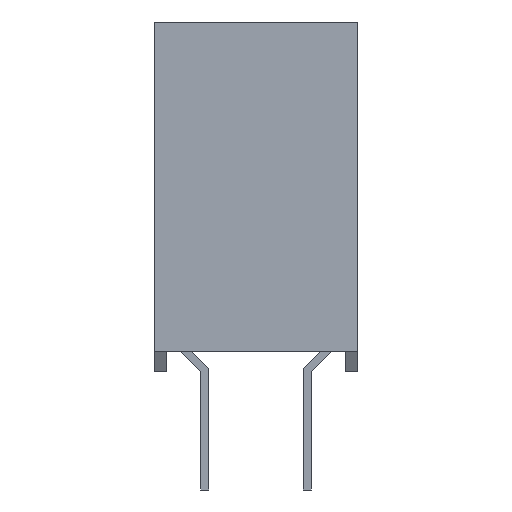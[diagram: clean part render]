
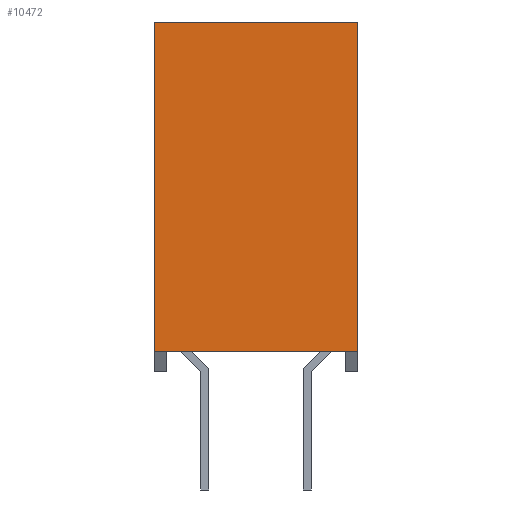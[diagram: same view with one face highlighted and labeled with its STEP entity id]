
A CAD part, left-side view. The second image highlights one B-rep face of the part: STEP entity #10472.
In plain terms, the highlighted planar face has unit normal (-1, 0, 0).
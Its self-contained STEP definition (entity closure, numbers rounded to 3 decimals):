
#226=FACE_OUTER_BOUND('',#854,.T.);
#854=EDGE_LOOP('',(#7021,#7022,#7023,#7024));
#1481=LINE('',#14371,#2969);
#1605=LINE('',#14619,#3093);
#1606=LINE('',#14621,#3094);
#1607=LINE('',#14622,#3095);
#2969=VECTOR('',#11685,5.029);
#3093=VECTOR('',#11811,8.128);
#3094=VECTOR('',#11812,5.029);
#3095=VECTOR('',#11813,8.128);
#4457=VERTEX_POINT('',#14369);
#4458=VERTEX_POINT('',#14370);
#4581=VERTEX_POINT('',#14618);
#4582=VERTEX_POINT('',#14620);
#5409=EDGE_CURVE('',#4457,#4458,#1481,.T.);
#5533=EDGE_CURVE('',#4457,#4581,#1605,.T.);
#5534=EDGE_CURVE('',#4581,#4582,#1606,.T.);
#5535=EDGE_CURVE('',#4458,#4582,#1607,.T.);
#7021=ORIENTED_EDGE('',*,*,#5409,.F.);
#7022=ORIENTED_EDGE('',*,*,#5533,.T.);
#7023=ORIENTED_EDGE('',*,*,#5534,.T.);
#7024=ORIENTED_EDGE('',*,*,#5535,.F.);
#9874=PLANE('',#11084);
#10472=ADVANCED_FACE('',(#226),#9874,.T.);
#11084=AXIS2_PLACEMENT_3D('',#14617,#11809,#11810);
#11685=DIRECTION('',(0.,-1.,0.));
#11809=DIRECTION('center_axis',(-1.,0.,0.));
#11810=DIRECTION('ref_axis',(0.,-1.,0.));
#11811=DIRECTION('',(0.,0.,-1.));
#11812=DIRECTION('',(0.,-1.,0.));
#11813=DIRECTION('',(0.,0.,-1.));
#14369=CARTESIAN_POINT('',(-19.05,2.515,8.128));
#14370=CARTESIAN_POINT('',(-19.05,-2.515,8.128));
#14371=CARTESIAN_POINT('',(-19.05,2.515,8.128));
#14617=CARTESIAN_POINT('Origin',(-19.05,2.515,8.128));
#14618=CARTESIAN_POINT('',(-19.05,2.515,0.));
#14619=CARTESIAN_POINT('',(-19.05,2.515,8.128));
#14620=CARTESIAN_POINT('',(-19.05,-2.515,0.));
#14621=CARTESIAN_POINT('',(-19.05,2.515,0.));
#14622=CARTESIAN_POINT('',(-19.05,-2.515,8.128));
